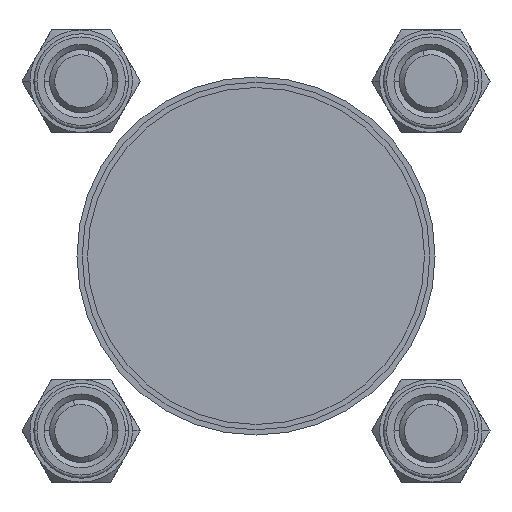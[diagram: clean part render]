
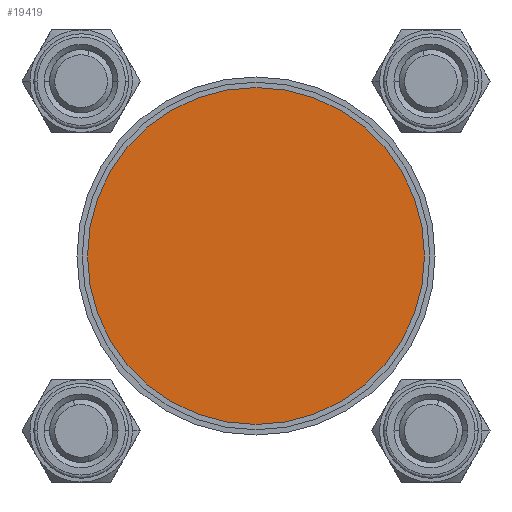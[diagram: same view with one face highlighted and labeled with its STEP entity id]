
A CAD part, left-side view. The second image highlights one B-rep face of the part: STEP entity #19419.
In plain terms, the highlighted face is planar.
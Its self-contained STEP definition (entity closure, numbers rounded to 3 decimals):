
#272 = CARTESIAN_POINT ( 'NONE',  ( -16., 0., 0. ) ) ;
#1933 = AXIS2_PLACEMENT_3D ( 'NONE', #6775, #14207, #25655 ) ;
#2786 = EDGE_CURVE ( 'NONE', #38650, #4391, #16456, .T. ) ;
#4391 = VERTEX_POINT ( 'NONE', #272 ) ;
#4868 = DIRECTION ( 'NONE',  ( 0., 0., 1. ) ) ;
#6775 = CARTESIAN_POINT ( 'NONE',  ( 0., 0., 0. ) ) ;
#7218 = PLANE ( 'NONE',  #46563 ) ;
#9151 = ORIENTED_EDGE ( 'NONE', *, *, #2786, .F. ) ;
#14176 = FACE_OUTER_BOUND ( 'NONE', #37322, .T. ) ;
#14207 = DIRECTION ( 'NONE',  ( 0., 0., 1. ) ) ;
#14567 = CARTESIAN_POINT ( 'NONE',  ( 16., 0., 0. ) ) ;
#14877 = DIRECTION ( 'NONE',  ( 0., 0., 1. ) ) ;
#16456 = CIRCLE ( 'NONE', #1933, 16. ) ;
#19419 = ADVANCED_FACE ( 'NONE', ( #14176 ), #7218, .F. ) ;
#23193 = CIRCLE ( 'NONE', #27740, 16. ) ;
#25655 = DIRECTION ( 'NONE',  ( 1., 0., 0. ) ) ;
#26390 = DIRECTION ( 'NONE',  ( 1., 0., 0. ) ) ;
#27740 = AXIS2_PLACEMENT_3D ( 'NONE', #37109, #4868, #26390 ) ;
#27786 = ORIENTED_EDGE ( 'NONE', *, *, #33583, .F. ) ;
#33583 = EDGE_CURVE ( 'NONE', #4391, #38650, #23193, .T. ) ;
#37109 = CARTESIAN_POINT ( 'NONE',  ( 0., 0., 0. ) ) ;
#37322 = EDGE_LOOP ( 'NONE', ( #27786, #9151 ) ) ;
#38650 = VERTEX_POINT ( 'NONE', #14567 ) ;
#39461 = DIRECTION ( 'NONE',  ( 1., 0., 0. ) ) ;
#43266 = CARTESIAN_POINT ( 'NONE',  ( 0., 0., 0. ) ) ;
#46563 = AXIS2_PLACEMENT_3D ( 'NONE', #43266, #14877, #39461 ) ;
